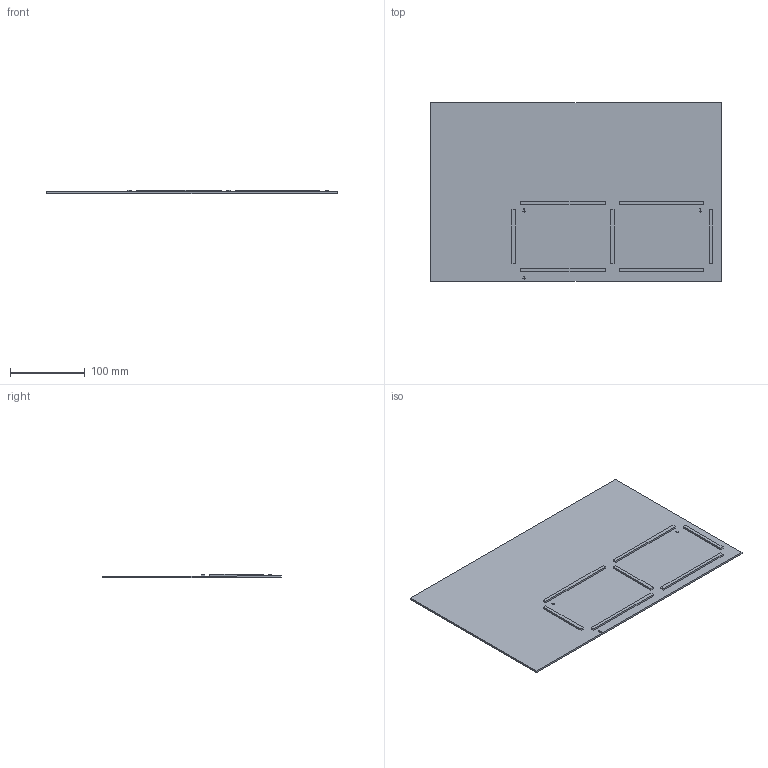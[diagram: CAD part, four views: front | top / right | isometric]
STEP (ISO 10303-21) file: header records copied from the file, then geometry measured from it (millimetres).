
FILE_DESCRIPTION(/* description */ (''),/* implementation_level */ '2;1');
FILE_NAME(/* name */ 'OT-2_base_for_assembly.step',/* time_stamp */ '2023-06-13T23:40:44+09:00',/* author */ (''),/* organization */ (''),/* preprocessor_version */ 'ST-DEVELOPER v19.2',/* originating_system */ 'Autodesk Translation Framework v12.4.0.73',/* authorisation */ '');
FILE_SCHEMA (('AUTOMOTIVE_DESIGN { 1 0 10303 214 3 1 1 }'));
Length unit declared in the file: millimetre
Products named in the file (1): OT-2_base_for_assembly
Bounding box: 390 x 240 x 5 mm (x, y, z)
Volume: 241491 mm3; surface area: 199966.5 mm2
Topology: 8 solids, 8 shells, 114 faces, 294 edges, 196 vertices
Faces by surface type: plane 86, bspline 24, cylinder 4
Full cylindrical faces by diameter (mm): 1 x3
Entity records: 3539 total; most frequent: CARTESIAN_POINT 725, ORIENTED_EDGE 588, DIRECTION 532, EDGE_CURVE 294, LINE 238, VECTOR 238, VERTEX_POINT 196, AXIS2_PLACEMENT_3D 147
